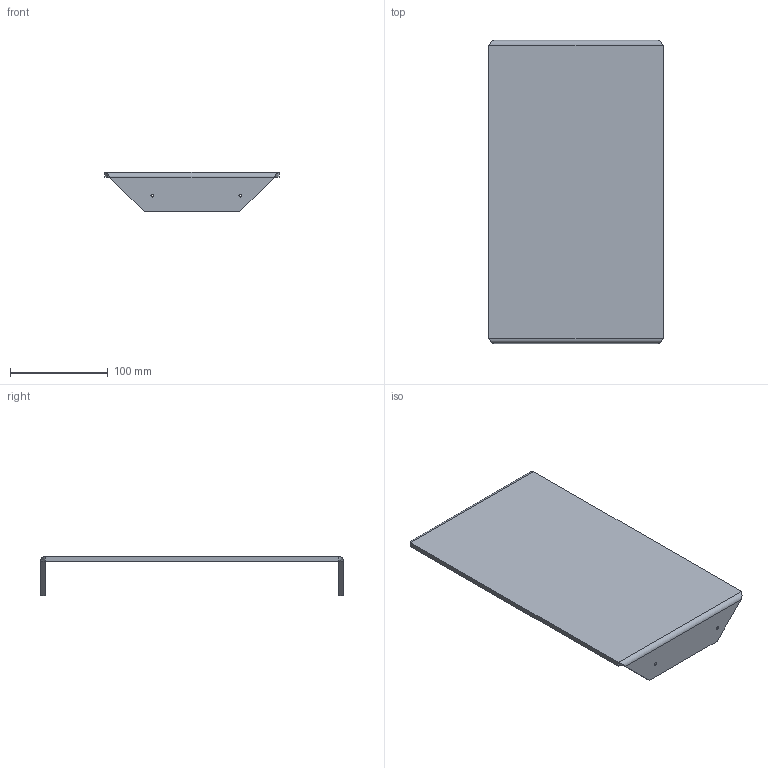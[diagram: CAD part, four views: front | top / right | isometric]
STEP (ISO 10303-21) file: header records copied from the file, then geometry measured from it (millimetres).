
FILE_DESCRIPTION((''),'2;1');
FILE_NAME('CS2','2017-05-22T',('salasloc'),(''),'CREO PARAMETRIC BY PTC INC, 2015080','CREO PARAMETRIC BY PTC INC, 2015080','');
FILE_SCHEMA(('CONFIG_CONTROL_DESIGN'));
Length unit declared in the file: millimetre
Products named in the file (1): CS2
Bounding box: 178 x 310 x 40 mm (x, y, z)
Volume: 320202.2 mm3; surface area: 133371.7 mm2
Topology: 1 solids, 1 shells, 28 faces, 66 edges, 40 vertices
Faces by surface type: plane 14, cylinder 10, bspline 4
Entity records: 1008 total; most frequent: CARTESIAN_POINT 318, ORIENTED_EDGE 132, DIRECTION 126, EDGE_CURVE 66, VECTOR 46, LINE 46, AXIS2_PLACEMENT_3D 40, VERTEX_POINT 40
